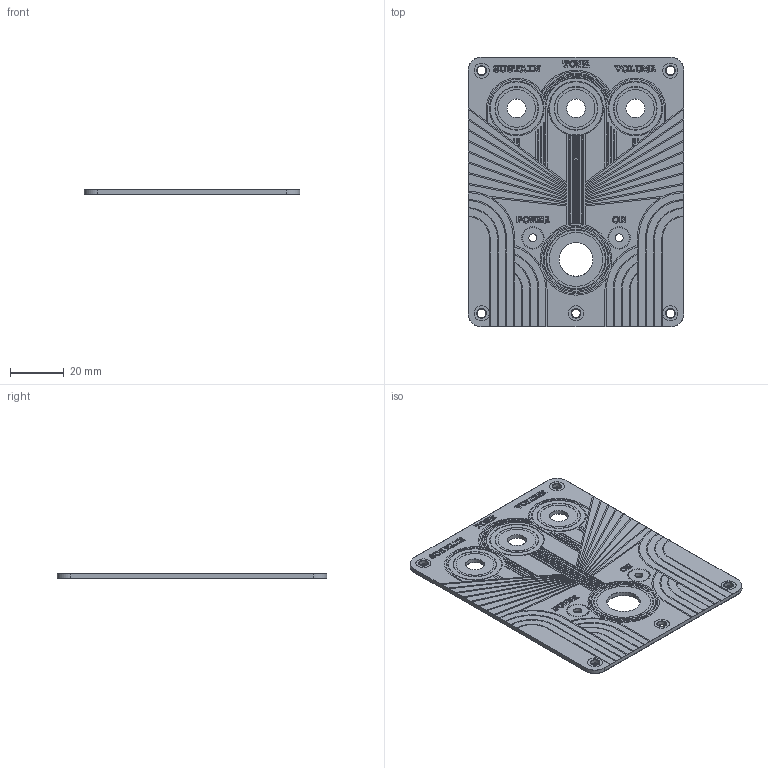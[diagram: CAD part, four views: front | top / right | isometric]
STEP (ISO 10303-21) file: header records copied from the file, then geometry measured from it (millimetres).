
FILE_DESCRIPTION(('KiCad electronic assembly'),'2;1');
FILE_NAME('big_muff_pi_front_plate.step','2025-04-01T23:52:52',('Pcbnew' ),('Kicad'),'Open CASCADE STEP processor 7.6', 'KiCad to STEP converter','Unknown');
FILE_SCHEMA(('AUTOMOTIVE_DESIGN { 1 0 10303 214 1 1 1 1 }'));
Length unit declared in the file: millimetre
Products named in the file (6): big_muff_pi_front_plate 1; big_muff_pi_front_plate_copper; big_muff_pi_front_plate_pad; big_muff_pi_front_plate_silkscreen; big_muff_pi_front_plate_soldermask; big_muff_pi_front_plate_PCB
Assembly tree (5 placements, depth 2):
  big_muff_pi_front_plate 1
    big_muff_pi_front_plate_copper
    big_muff_pi_front_plate_pad
    big_muff_pi_front_plate_silkscreen
    big_muff_pi_front_plate_soldermask
    big_muff_pi_front_plate_PCB
Bounding box: 80 x 100 x 1.66 mm (x, y, z)
Volume: 11905.2 mm3; surface area: 48327 mm2
Topology: 55 solids, 111 shells, 539 faces, 3213 edges, 2840 vertices
Faces by surface type: plane 389, cylinder 150
Full cylindrical faces by diameter (mm): 3 x2, 3.15 x25, 3.2 x11, 3.509 x2, 3.6 x10, 5.6 x10, 6.609 x4, 6.95 x9, 7 x6, 12.45 x3, 12.5 x2, 14 x6, 20 x2
Entity records: 32567 total; most frequent: CARTESIAN_POINT 6598, DIRECTION 4990, ORIENTED_EDGE 4332, EDGE_CURVE 3213, VERTEX_POINT 2840, LINE 2526, VECTOR 2526, AXIS2_PLACEMENT_3D 1232
